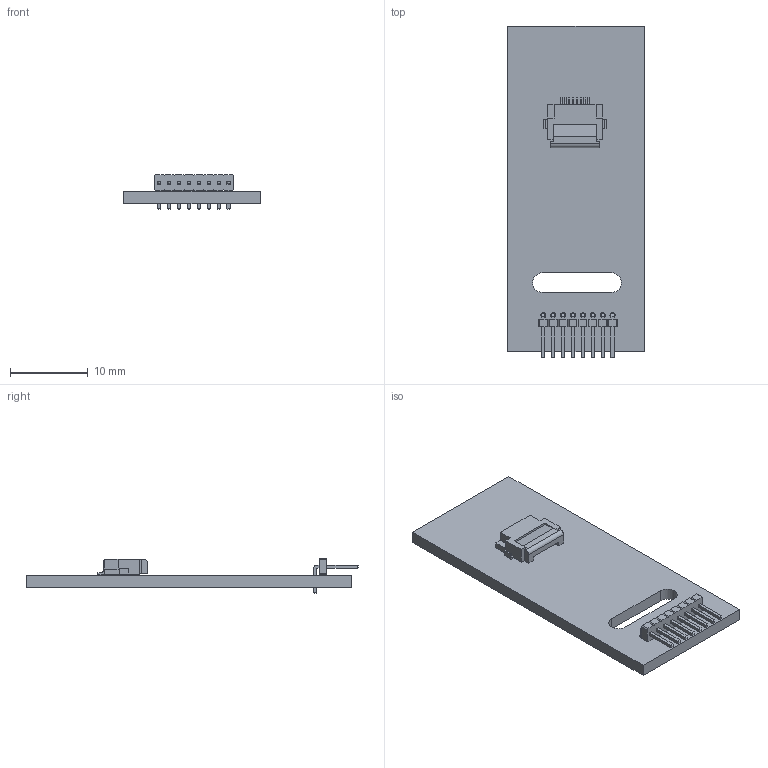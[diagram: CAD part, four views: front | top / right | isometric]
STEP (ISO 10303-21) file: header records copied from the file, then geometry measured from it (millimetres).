
FILE_DESCRIPTION(('KiCad electronic assembly'),'2;1');
FILE_NAME('NixieClock_Display_1.14.step','2024-07-11T22:16:22',('Pcbnew' ),('Kicad'),'Open CASCADE STEP processor 7.8', 'KiCad to STEP converter','Unknown');
FILE_SCHEMA(('AUTOMOTIVE_DESIGN { 1 0 10303 214 1 1 1 1 }'));
Length unit declared in the file: millimetre
Products named in the file (6): NixieClock_Display_1.14 1; Hirose_FH12-8S-0.5SH_1x08-1MP_P0.50mm_Horizontal; Hirose_FH12_xxS_0_5SH_Parametric_v0_1; PinHeader_1x08_P1.27mm_Horizontal; PinHeader_1x08_P127mm_Horizontal; NixieClock_Display_1.14_PCB
Assembly tree (5 placements, depth 3):
  NixieClock_Display_1.14 1
    Hirose_FH12-8S-0.5SH_1x08-1MP_P0.50mm_Horizontal
      Hirose_FH12_xxS_0_5SH_Parametric_v0_1
    PinHeader_1x08_P1.27mm_Horizontal
      PinHeader_1x08_P127mm_Horizontal
    NixieClock_Display_1.14_PCB
Bounding box: 17.53 x 42.71 x 4.5 mm (x, y, z)
Volume: 1232.7 mm3; surface area: 2091.2 mm2
Topology: 5 solids, 5 shells, 396 faces, 1042 edges, 672 vertices
Faces by surface type: plane 361, cylinder 35
Full cylindrical faces by diameter (mm): 0.65 x8
Entity records: 13643 total; most frequent: CARTESIAN_POINT 2116, ORIENTED_EDGE 2084, DIRECTION 1916, EDGE_CURVE 1042, LINE 972, VECTOR 972, VERTEX_POINT 672, AXIS2_PLACEMENT_3D 472
